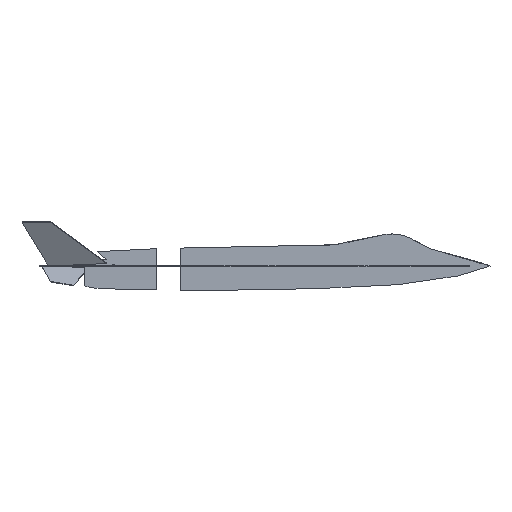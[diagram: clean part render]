
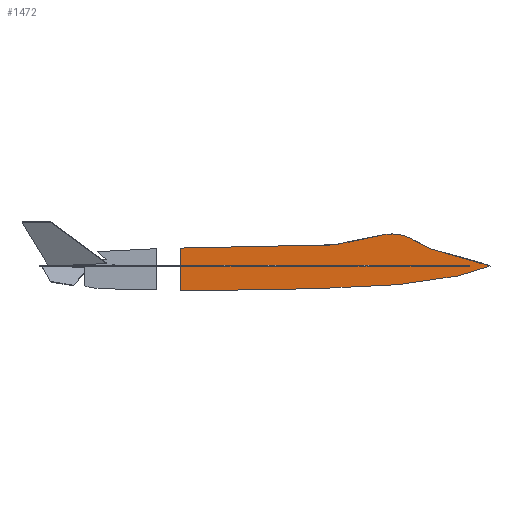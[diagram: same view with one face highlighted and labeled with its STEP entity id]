
A CAD part, front view. The second image highlights one B-rep face of the part: STEP entity #1472.
In plain terms, the highlighted planar face has unit normal (0, -1, 0).
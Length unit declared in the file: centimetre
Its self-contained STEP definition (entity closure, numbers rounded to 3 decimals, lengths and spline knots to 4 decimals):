
#56=(
BOUNDED_CURVE()
B_SPLINE_CURVE(5,(#2957,#2958,#2959,#2960,#2961,#2962,#2963,#2964,#2965,
#2966,#2967,#2968,#2969,#2970,#2971,#2972,#2973,#2974,#2975,#2976,#2977,
#2978,#2979,#2980,#2981),.UNSPECIFIED.,.F.,.F.)
B_SPLINE_CURVE_WITH_KNOTS((6,1,1,1,1,1,1,1,1,1,1,1,1,1,1,1,1,1,1,1,6),(0.,
0.05,0.1,0.15,0.2,0.25,0.3,0.35,0.4,0.45,0.5,0.55,0.6,0.65,0.7,0.75,0.8,
0.85,0.9,0.95,1.),.UNSPECIFIED.)
CURVE()
GEOMETRIC_REPRESENTATION_ITEM()
RATIONAL_B_SPLINE_CURVE((1.,1.,1.,1.,1.,1.,1.,1.,1.,1.,1.,1.,1.,1.,1.,1.,
1.,1.,1.,1.,1.,1.,1.,1.,1.))
REPRESENTATION_ITEM('')
);
#57=(
BOUNDED_CURVE()
B_SPLINE_CURVE(5,(#2982,#2983,#2984,#2985,#2986,#2987,#2988,#2989,#2990,
#2991,#2992,#2993,#2994,#2995,#2996,#2997,#2998,#2999,#3000,#3001,#3002,
#3003,#3004,#3005,#3006,#3007,#3008,#3009,#3010,#3011,#3012,#3013,#3014,
#3015,#3016,#3017,#3018,#3019,#3020,#3021,#3022,#3023,#3024,#3025,#3026,
#3027,#3028,#3029,#3030,#3031,#3032,#3033,#3034,#3035,#3036,#3037,#3038),
 .UNSPECIFIED.,.F.,.F.)
B_SPLINE_CURVE_WITH_KNOTS((6,1,1,1,1,1,1,1,1,1,1,1,1,1,1,1,1,1,1,1,1,1,
1,1,1,1,1,1,1,1,1,1,1,1,1,1,1,1,1,1,1,1,1,1,1,1,1,1,1,1,1,1,6),(0.,0.0167,
0.0333,0.05,0.0667,0.0833,0.1,0.1167,
0.1333,0.15,0.1667,0.1833,0.2,0.2167,
0.2333,0.25,0.2667,0.2833,0.3,0.3167,
0.3333,0.35,0.3667,0.3833,0.4,0.4167,
0.4333,0.45,0.4667,0.4833,0.5,0.5167,
0.5333,0.55,0.5667,0.5833,0.6,0.6167,
0.6333,0.65,0.6667,0.6833,0.7,
0.7167,0.7333,0.75,0.7667,
0.7833,0.8,0.8167,0.8333,
0.85,0.8573),.UNSPECIFIED.)
CURVE()
GEOMETRIC_REPRESENTATION_ITEM()
RATIONAL_B_SPLINE_CURVE((1.,1.,1.,1.,1.,1.,1.,1.,1.,1.,1.,1.,1.,1.,1.,1.,
1.,1.,1.,1.,1.,1.,1.,1.,1.,1.,1.,1.,1.,1.,1.,1.,1.,1.,1.,1.,1.,1.,1.,1.,
1.,1.,1.,1.,1.,1.,1.,1.,1.,1.,1.,1.,1.,1.,1.,1.,1.))
REPRESENTATION_ITEM('')
);
#116=FACE_OUTER_BOUND('',#203,.T.);
#203=EDGE_LOOP('',(#1178,#1179,#1180,#1181));
#342=LINE('',#2944,#519);
#344=LINE('',#2955,#521);
#519=VECTOR('',#1770,18.);
#521=VECTOR('',#1774,18.);
#677=VERTEX_POINT('',#2940);
#679=VERTEX_POINT('',#2943);
#681=VERTEX_POINT('',#2954);
#682=VERTEX_POINT('',#2956);
#854=EDGE_CURVE('',#679,#677,#342,.T.);
#857=EDGE_CURVE('',#681,#677,#344,.T.);
#858=EDGE_CURVE('',#682,#681,#56,.T.);
#859=EDGE_CURVE('',#682,#679,#57,.T.);
#1178=ORIENTED_EDGE('',*,*,#854,.T.);
#1179=ORIENTED_EDGE('',*,*,#857,.F.);
#1180=ORIENTED_EDGE('',*,*,#858,.F.);
#1181=ORIENTED_EDGE('',*,*,#859,.T.);
#1391=PLANE('',#1568);
#1472=ADVANCED_FACE('',(#116),#1391,.F.);
#1568=AXIS2_PLACEMENT_3D('',#2953,#1772,#1773);
#1770=DIRECTION('',(0.,0.,-1.));
#1772=DIRECTION('center_axis',(0.,1.,0.));
#1773=DIRECTION('ref_axis',(1.,0.,0.));
#1774=DIRECTION('',(-1.,0.,0.016));
#2940=CARTESIAN_POINT('',(19.9528,23.2624,-5.699));
#2943=CARTESIAN_POINT('',(19.9528,23.2624,5.4905));
#2944=CARTESIAN_POINT('',(19.9528,23.2624,1.3531));
#2953=CARTESIAN_POINT('Origin',(48.4802,23.2624,1.7269));
#2954=CARTESIAN_POINT('',(27.2059,23.2624,-5.8185));
#2955=CARTESIAN_POINT('',(27.2059,23.2624,-5.8185));
#2956=CARTESIAN_POINT('',(102.4881,23.2624,0.667));
#2957=CARTESIAN_POINT('Ctrl Pts',(102.4881,23.2624,0.667));
#2958=CARTESIAN_POINT('Ctrl Pts',(102.3317,23.2624,0.5942));
#2959=CARTESIAN_POINT('Ctrl Pts',(101.9863,23.2624,0.4429));
#2960=CARTESIAN_POINT('Ctrl Pts',(101.3706,23.2624,0.1987));
#2961=CARTESIAN_POINT('Ctrl Pts',(100.3534,23.2624,-0.1614));
#2962=CARTESIAN_POINT('Ctrl Pts',(98.7566,23.2624,-0.6656));
#2963=CARTESIAN_POINT('Ctrl Pts',(96.8505,23.2624,-1.2098));
#2964=CARTESIAN_POINT('Ctrl Pts',(94.6645,23.2624,-1.7701));
#2965=CARTESIAN_POINT('Ctrl Pts',(92.2281,23.2624,-2.3203));
#2966=CARTESIAN_POINT('Ctrl Pts',(89.5627,23.2624,-2.8366));
#2967=CARTESIAN_POINT('Ctrl Pts',(86.669,23.2624,-3.3046));
#2968=CARTESIAN_POINT('Ctrl Pts',(83.5303,23.2624,-3.7191));
#2969=CARTESIAN_POINT('Ctrl Pts',(80.1195,23.2624,-4.0804));
#2970=CARTESIAN_POINT('Ctrl Pts',(76.4057,23.2624,-4.3929));
#2971=CARTESIAN_POINT('Ctrl Pts',(72.3596,23.2624,-4.6632));
#2972=CARTESIAN_POINT('Ctrl Pts',(67.9617,23.2624,-4.8973));
#2973=CARTESIAN_POINT('Ctrl Pts',(63.2039,23.2624,-5.1));
#2974=CARTESIAN_POINT('Ctrl Pts',(58.0854,23.2624,-5.2753));
#2975=CARTESIAN_POINT('Ctrl Pts',(52.6103,23.2624,-5.4264));
#2976=CARTESIAN_POINT('Ctrl Pts',(46.7856,23.2624,-5.5554));
#2977=CARTESIAN_POINT('Ctrl Pts',(40.6191,23.2624,-5.664));
#2978=CARTESIAN_POINT('Ctrl Pts',(35.4183,23.2624,-5.7353));
#2979=CARTESIAN_POINT('Ctrl Pts',(31.3695,23.2624,-5.7802));
#2980=CARTESIAN_POINT('Ctrl Pts',(28.6047,23.2624,-5.8063));
#2981=CARTESIAN_POINT('Ctrl Pts',(27.2059,23.2624,-5.8185));
#2982=CARTESIAN_POINT('Ctrl Pts',(102.4881,23.2624,0.667));
#2983=CARTESIAN_POINT('Ctrl Pts',(102.4286,23.2624,0.7118));
#2984=CARTESIAN_POINT('Ctrl Pts',(102.2707,23.2624,0.8085));
#2985=CARTESIAN_POINT('Ctrl Pts',(101.9174,23.2624,0.9749));
#2986=CARTESIAN_POINT('Ctrl Pts',(101.2132,23.2624,1.2397));
#2987=CARTESIAN_POINT('Ctrl Pts',(99.9557,23.2624,1.6396));
#2988=CARTESIAN_POINT('Ctrl Pts',(98.3567,23.2624,2.101));
#2989=CARTESIAN_POINT('Ctrl Pts',(96.4871,23.2624,2.6089));
#2990=CARTESIAN_POINT('Ctrl Pts',(94.4687,23.2624,3.1377));
#2991=CARTESIAN_POINT('Ctrl Pts',(92.4524,23.2624,3.6565));
#2992=CARTESIAN_POINT('Ctrl Pts',(90.5889,23.2624,4.1359));
#2993=CARTESIAN_POINT('Ctrl Pts',(89.0035,23.2624,4.5543));
#2994=CARTESIAN_POINT('Ctrl Pts',(87.7662,23.2624,4.9052));
#2995=CARTESIAN_POINT('Ctrl Pts',(86.8707,23.2624,5.2022));
#2996=CARTESIAN_POINT('Ctrl Pts',(86.1915,23.2624,5.4898));
#2997=CARTESIAN_POINT('Ctrl Pts',(85.5368,23.2624,5.8264));
#2998=CARTESIAN_POINT('Ctrl Pts',(84.739,23.2624,6.2557));
#2999=CARTESIAN_POINT('Ctrl Pts',(83.7565,23.2624,6.7736));
#3000=CARTESIAN_POINT('Ctrl Pts',(82.6882,23.2624,7.3261));
#3001=CARTESIAN_POINT('Ctrl Pts',(81.6738,23.2624,7.8443));
#3002=CARTESIAN_POINT('Ctrl Pts',(80.8338,23.2624,8.2678));
#3003=CARTESIAN_POINT('Ctrl Pts',(80.1709,23.2624,8.5803));
#3004=CARTESIAN_POINT('Ctrl Pts',(79.5737,23.2624,8.8084));
#3005=CARTESIAN_POINT('Ctrl Pts',(78.9109,23.2624,8.9889));
#3006=CARTESIAN_POINT('Ctrl Pts',(78.121,23.2624,9.1361));
#3007=CARTESIAN_POINT('Ctrl Pts',(77.2248,23.2624,9.2373));
#3008=CARTESIAN_POINT('Ctrl Pts',(76.2707,23.2624,9.2722));
#3009=CARTESIAN_POINT('Ctrl Pts',(75.2949,23.2624,9.2261));
#3010=CARTESIAN_POINT('Ctrl Pts',(74.2958,23.2624,9.0997));
#3011=CARTESIAN_POINT('Ctrl Pts',(73.2564,23.2624,8.9026));
#3012=CARTESIAN_POINT('Ctrl Pts',(72.1552,23.2624,8.6512));
#3013=CARTESIAN_POINT('Ctrl Pts',(70.984,23.2624,8.3644));
#3014=CARTESIAN_POINT('Ctrl Pts',(69.752,23.2624,8.0612));
#3015=CARTESIAN_POINT('Ctrl Pts',(68.4821,23.2624,7.7599));
#3016=CARTESIAN_POINT('Ctrl Pts',(67.2093,23.2624,7.4757));
#3017=CARTESIAN_POINT('Ctrl Pts',(65.9779,23.2624,7.2196));
#3018=CARTESIAN_POINT('Ctrl Pts',(64.8393,23.2624,6.9966));
#3019=CARTESIAN_POINT('Ctrl Pts',(63.8321,23.2624,6.8076));
#3020=CARTESIAN_POINT('Ctrl Pts',(62.9638,23.2624,6.65));
#3021=CARTESIAN_POINT('Ctrl Pts',(62.1908,23.2624,6.5199));
#3022=CARTESIAN_POINT('Ctrl Pts',(61.4016,23.2624,6.4124));
#3023=CARTESIAN_POINT('Ctrl Pts',(60.4535,23.2624,6.323));
#3024=CARTESIAN_POINT('Ctrl Pts',(59.2046,23.2624,6.247));
#3025=CARTESIAN_POINT('Ctrl Pts',(57.5526,23.2624,6.1803));
#3026=CARTESIAN_POINT('Ctrl Pts',(55.4437,23.2624,6.1197));
#3027=CARTESIAN_POINT('Ctrl Pts',(52.8618,23.2624,6.0623));
#3028=CARTESIAN_POINT('Ctrl Pts',(49.8249,23.2624,6.0058));
#3029=CARTESIAN_POINT('Ctrl Pts',(46.3784,23.2624,5.9485));
#3030=CARTESIAN_POINT('Ctrl Pts',(42.5893,23.2624,5.8889));
#3031=CARTESIAN_POINT('Ctrl Pts',(38.5406,23.2624,5.8261));
#3032=CARTESIAN_POINT('Ctrl Pts',(34.3253,23.2624,5.7591));
#3033=CARTESIAN_POINT('Ctrl Pts',(30.0412,23.2624,5.6875));
#3034=CARTESIAN_POINT('Ctrl Pts',(26.265,23.2624,5.6195));
#3035=CARTESIAN_POINT('Ctrl Pts',(23.4091,23.2624,5.5639));
#3036=CARTESIAN_POINT('Ctrl Pts',(21.4374,23.2624,5.5228));
#3037=CARTESIAN_POINT('Ctrl Pts',(20.2968,23.2624,5.4981));
#3038=CARTESIAN_POINT('Ctrl Pts',(19.9528,23.2624,5.4905));
